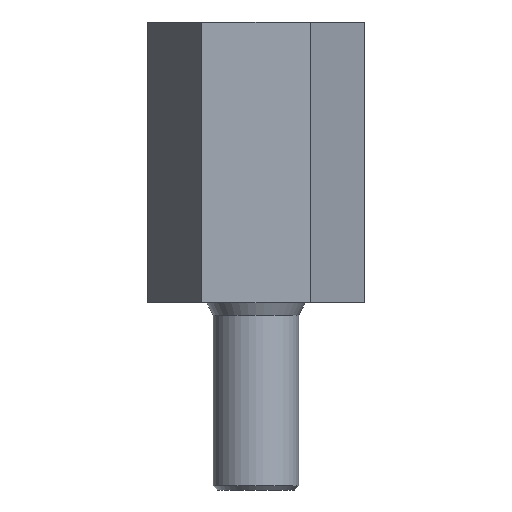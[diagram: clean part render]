
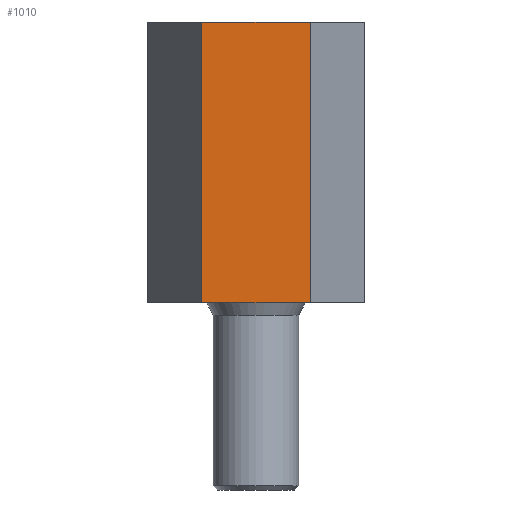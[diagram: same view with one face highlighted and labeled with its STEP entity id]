
A CAD part, left-side view. The second image highlights one B-rep face of the part: STEP entity #1010.
In plain terms, the highlighted planar face has unit normal (-1, 0, 0).
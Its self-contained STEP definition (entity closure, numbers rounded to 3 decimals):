
#625 = PLANE('',#626);
#626 = AXIS2_PLACEMENT_3D('',#627,#628,#629);
#627 = CARTESIAN_POINT('',(0.,0.,
    0.));
#628 = DIRECTION('',(0.,0.,-1.));
#629 = DIRECTION('',(-1.,0.,0.));
#753 = VERTEX_POINT('',#754);
#754 = CARTESIAN_POINT('',(-3.,-1.732,0.));
#768 = PLANE('',#769);
#769 = AXIS2_PLACEMENT_3D('',#770,#771,#772);
#770 = CARTESIAN_POINT('',(-3.,-1.732,15.));
#771 = DIRECTION('',(-0.5,-0.866,0.));
#772 = DIRECTION('',(-0.866,0.5,0.));
#780 = EDGE_CURVE('',#781,#753,#783,.T.);
#781 = VERTEX_POINT('',#782);
#782 = CARTESIAN_POINT('',(-3.,1.732,0.));
#783 = SURFACE_CURVE('',#784,(#788,#795),.PCURVE_S1.);
#784 = LINE('',#785,#786);
#785 = CARTESIAN_POINT('',(-3.,-1.732,0.));
#786 = VECTOR('',#787,1.);
#787 = DIRECTION('',(0.,-1.,0.));
#788 = PCURVE('',#625,#789);
#789 = DEFINITIONAL_REPRESENTATION('',(#790),#794);
#790 = LINE('',#791,#792);
#791 = CARTESIAN_POINT('',(3.,-1.732));
#792 = VECTOR('',#793,1.);
#793 = DIRECTION('',(0.,-1.));
#794 = ( GEOMETRIC_REPRESENTATION_CONTEXT(2) 
PARAMETRIC_REPRESENTATION_CONTEXT() REPRESENTATION_CONTEXT('2D SPACE',''
  ) );
#795 = PCURVE('',#796,#801);
#796 = PLANE('',#797);
#797 = AXIS2_PLACEMENT_3D('',#798,#799,#800);
#798 = CARTESIAN_POINT('',(-3.,1.732,15.));
#799 = DIRECTION('',(-1.,0.,0.));
#800 = DIRECTION('',(0.,1.,0.));
#801 = DEFINITIONAL_REPRESENTATION('',(#802),#806);
#802 = LINE('',#803,#804);
#803 = CARTESIAN_POINT('',(-3.464,15.));
#804 = VECTOR('',#805,1.);
#805 = DIRECTION('',(-1.,-0.));
#806 = ( GEOMETRIC_REPRESENTATION_CONTEXT(2) 
PARAMETRIC_REPRESENTATION_CONTEXT() REPRESENTATION_CONTEXT('2D SPACE',''
  ) );
#824 = PLANE('',#825);
#825 = AXIS2_PLACEMENT_3D('',#826,#827,#828);
#826 = CARTESIAN_POINT('',(0.,3.464,15.));
#827 = DIRECTION('',(-0.5,0.866,0.));
#828 = DIRECTION('',(0.866,0.5,0.));
#931 = PLANE('',#932);
#932 = AXIS2_PLACEMENT_3D('',#933,#934,#935);
#933 = CARTESIAN_POINT('',(-3.5,3.5,9.));
#934 = DIRECTION('',(0.,0.,1.));
#935 = DIRECTION('',(1.,0.,0.));
#969 = VERTEX_POINT('',#970);
#970 = CARTESIAN_POINT('',(-3.,-1.732,9.));
#989 = EDGE_CURVE('',#969,#753,#990,.T.);
#990 = SURFACE_CURVE('',#991,(#995,#1002),.PCURVE_S1.);
#991 = LINE('',#992,#993);
#992 = CARTESIAN_POINT('',(-3.,-1.732,15.));
#993 = VECTOR('',#994,1.);
#994 = DIRECTION('',(0.,0.,-1.));
#995 = PCURVE('',#768,#996);
#996 = DEFINITIONAL_REPRESENTATION('',(#997),#1001);
#997 = LINE('',#998,#999);
#998 = CARTESIAN_POINT('',(0.,0.));
#999 = VECTOR('',#1000,1.);
#1000 = DIRECTION('',(0.,1.));
#1001 = ( GEOMETRIC_REPRESENTATION_CONTEXT(2) 
PARAMETRIC_REPRESENTATION_CONTEXT() REPRESENTATION_CONTEXT('2D SPACE',''
  ) );
#1002 = PCURVE('',#796,#1003);
#1003 = DEFINITIONAL_REPRESENTATION('',(#1004),#1008);
#1004 = LINE('',#1005,#1006);
#1005 = CARTESIAN_POINT('',(-3.464,-0.));
#1006 = VECTOR('',#1007,1.);
#1007 = DIRECTION('',(0.,1.));
#1008 = ( GEOMETRIC_REPRESENTATION_CONTEXT(2) 
PARAMETRIC_REPRESENTATION_CONTEXT() REPRESENTATION_CONTEXT('2D SPACE',''
  ) );
#1010 = ADVANCED_FACE('',(#1011),#796,.T.);
#1011 = FACE_BOUND('',#1012,.T.);
#1012 = EDGE_LOOP('',(#1013,#1014,#1035,#1056));
#1013 = ORIENTED_EDGE('',*,*,#989,.F.);
#1014 = ORIENTED_EDGE('',*,*,#1015,.T.);
#1015 = EDGE_CURVE('',#969,#1016,#1018,.T.);
#1016 = VERTEX_POINT('',#1017);
#1017 = CARTESIAN_POINT('',(-3.,1.732,9.));
#1018 = SURFACE_CURVE('',#1019,(#1023,#1029),.PCURVE_S1.);
#1019 = LINE('',#1020,#1021);
#1020 = CARTESIAN_POINT('',(-3.,2.616,9.));
#1021 = VECTOR('',#1022,1.);
#1022 = DIRECTION('',(0.,1.,0.));
#1023 = PCURVE('',#796,#1024);
#1024 = DEFINITIONAL_REPRESENTATION('',(#1025),#1028);
#1025 = B_SPLINE_CURVE_WITH_KNOTS('',1,(#1026,#1027),.UNSPECIFIED.,.F.,
  .F.,(2,2),(-4.348,-0.884),.PIECEWISE_BEZIER_KNOTS.);
#1026 = CARTESIAN_POINT('',(-3.464,6.));
#1027 = CARTESIAN_POINT('',(0.,6.));
#1028 = ( GEOMETRIC_REPRESENTATION_CONTEXT(2) 
PARAMETRIC_REPRESENTATION_CONTEXT() REPRESENTATION_CONTEXT('2D SPACE',''
  ) );
#1029 = PCURVE('',#931,#1030);
#1030 = DEFINITIONAL_REPRESENTATION('',(#1031),#1034);
#1031 = B_SPLINE_CURVE_WITH_KNOTS('',1,(#1032,#1033),.UNSPECIFIED.,.F.,
  .F.,(2,2),(-4.348,-0.884),.PIECEWISE_BEZIER_KNOTS.);
#1032 = CARTESIAN_POINT('',(0.5,-5.232));
#1033 = CARTESIAN_POINT('',(0.5,-1.768));
#1034 = ( GEOMETRIC_REPRESENTATION_CONTEXT(2) 
PARAMETRIC_REPRESENTATION_CONTEXT() REPRESENTATION_CONTEXT('2D SPACE',''
  ) );
#1035 = ORIENTED_EDGE('',*,*,#1036,.T.);
#1036 = EDGE_CURVE('',#1016,#781,#1037,.T.);
#1037 = SURFACE_CURVE('',#1038,(#1042,#1049),.PCURVE_S1.);
#1038 = LINE('',#1039,#1040);
#1039 = CARTESIAN_POINT('',(-3.,1.732,15.));
#1040 = VECTOR('',#1041,1.);
#1041 = DIRECTION('',(0.,0.,-1.));
#1042 = PCURVE('',#796,#1043);
#1043 = DEFINITIONAL_REPRESENTATION('',(#1044),#1048);
#1044 = LINE('',#1045,#1046);
#1045 = CARTESIAN_POINT('',(0.,0.));
#1046 = VECTOR('',#1047,1.);
#1047 = DIRECTION('',(0.,1.));
#1048 = ( GEOMETRIC_REPRESENTATION_CONTEXT(2) 
PARAMETRIC_REPRESENTATION_CONTEXT() REPRESENTATION_CONTEXT('2D SPACE',''
  ) );
#1049 = PCURVE('',#824,#1050);
#1050 = DEFINITIONAL_REPRESENTATION('',(#1051),#1055);
#1051 = LINE('',#1052,#1053);
#1052 = CARTESIAN_POINT('',(-3.464,0.));
#1053 = VECTOR('',#1054,1.);
#1054 = DIRECTION('',(0.,1.));
#1055 = ( GEOMETRIC_REPRESENTATION_CONTEXT(2) 
PARAMETRIC_REPRESENTATION_CONTEXT() REPRESENTATION_CONTEXT('2D SPACE',''
  ) );
#1056 = ORIENTED_EDGE('',*,*,#780,.T.);
